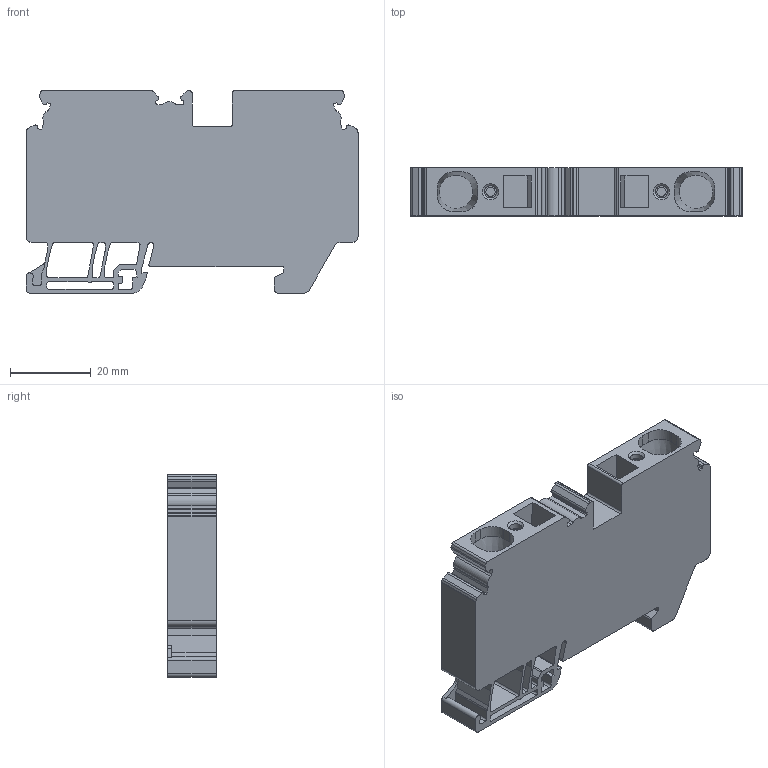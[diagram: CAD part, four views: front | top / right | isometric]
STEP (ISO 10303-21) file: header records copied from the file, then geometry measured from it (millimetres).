
FILE_DESCRIPTION( ( 'Unknown' ), '1' );
FILE_NAME( 'CSCG16T.stp', 'Unknown', ( 'Unknown' ), ( 'Unknown' ), 'PSStep 14.0', 'Unknown', ' ' );
FILE_SCHEMA( ( 'AUTOMOTIVE_DESIGN { 1 0 10303 214 1 1 1 1 }' ) );
Length unit declared in the file: millimetre
Products named in the file (1): 1
Bounding box: 82 x 11.9 x 50 mm (x, y, z)
Volume: 37122.8 mm3; surface area: 13447.5 mm2
Topology: 1 solids, 1 shells, 246 faces, 716 edges, 480 vertices
Faces by surface type: plane 123, cylinder 119, bspline 2, cone 2
Full cylindrical faces by diameter (mm): 2.3 x2, 3 x2
Entity records: 10620 total; most frequent: CARTESIAN_POINT 1968, ORIENTED_EDGE 1416, DIRECTION 1396, EDGE_CURVE 708, VERTEX_POINT 480, AXIS2_PLACEMENT_3D 476, LINE 444, VECTOR 444
